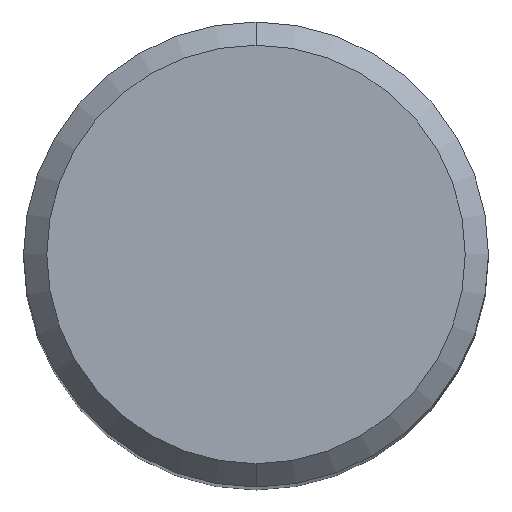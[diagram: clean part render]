
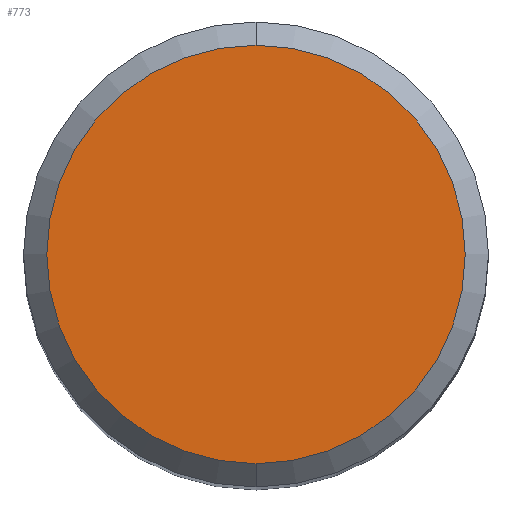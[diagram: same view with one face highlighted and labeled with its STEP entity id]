
A CAD part, top view. The second image highlights one B-rep face of the part: STEP entity #773.
In plain terms, the highlighted planar face has unit normal (0, 0, 1).
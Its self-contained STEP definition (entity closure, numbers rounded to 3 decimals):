
#309=VERTEX_POINT('',#864);
#611=EDGE_CURVE('',#747,#309,#1188,.T.);
#747=VERTEX_POINT('',#1341);
#755=EDGE_CURVE('',#309,#747,#1349,.T.);
#773=ADVANCED_FACE('',(#1368),#1369,.T.);
#864=CARTESIAN_POINT('',(0.,-5.4,0.0));
#1188=CIRCLE('',#4697,5.4);
#1341=CARTESIAN_POINT('',(0.0,5.4,0.0));
#1349=CIRCLE('',#7754,5.4);
#1368=FACE_OUTER_BOUND('',#7796,.T.);
#1369=PLANE('',#7797);
#4697=AXIS2_PLACEMENT_3D('',#10113,#10114,#10115);
#7754=AXIS2_PLACEMENT_3D('',#10299,#10300,#10301);
#7796=EDGE_LOOP('',(#10316,#10317));
#7797=AXIS2_PLACEMENT_3D('',#10318,#10319,#10320);
#10113=CARTESIAN_POINT('',(0.0,0.0,0.0));
#10114=DIRECTION('',(0.0,0.0,-1.0));
#10115=DIRECTION('',(0.0,1.0,0.0));
#10299=CARTESIAN_POINT('',(0.0,0.0,0.0));
#10300=DIRECTION('',(0.0,0.0,-1.0));
#10301=DIRECTION('',(0.0,1.0,0.0));
#10316=ORIENTED_EDGE('',*,*,#611,.F.);
#10317=ORIENTED_EDGE('',*,*,#755,.F.);
#10318=CARTESIAN_POINT('',(0.0,2.7,0.0));
#10319=DIRECTION('',(-0.0,0.0,1.0));
#10320=DIRECTION('',(0.0,-1.0,0.0));
